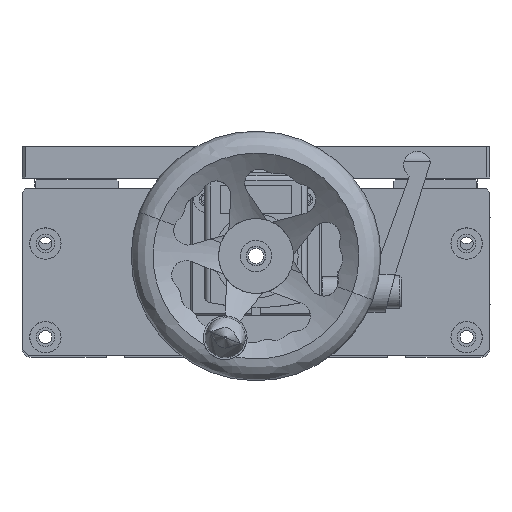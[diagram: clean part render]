
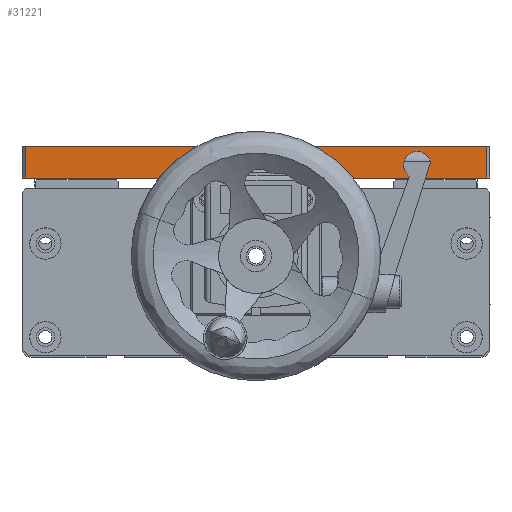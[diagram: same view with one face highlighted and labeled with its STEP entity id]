
A CAD part, front view. The second image highlights one B-rep face of the part: STEP entity #31221.
In plain terms, the highlighted planar face has unit normal (0, -1, 0).
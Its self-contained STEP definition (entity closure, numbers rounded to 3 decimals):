
#260 = EDGE_CURVE ( 'NONE', #6156, #26213, #22750, .T. ) ;
#506 = LINE ( 'NONE', #23642, #36720 ) ;
#949 = ORIENTED_EDGE ( 'NONE', *, *, #40129, .F. ) ;
#1258 = LINE ( 'NONE', #39136, #26753 ) ;
#2730 = CARTESIAN_POINT ( 'NONE',  ( -101.826, -98.047, 37.5 ) ) ;
#4141 = PLANE ( 'NONE',  #5476 ) ;
#5476 = AXIS2_PLACEMENT_3D ( 'NONE', #44290, #6842, #7500 ) ;
#6156 = VERTEX_POINT ( 'NONE', #25374 ) ;
#6301 = ORIENTED_EDGE ( 'NONE', *, *, #260, .T. ) ;
#6842 = DIRECTION ( 'NONE',  ( 0., -1., 0. ) ) ;
#7500 = DIRECTION ( 'NONE',  ( 1., 0., 0. ) ) ;
#9275 = DIRECTION ( 'NONE',  ( 0., 0., -1. ) ) ;
#11970 = EDGE_LOOP ( 'NONE', ( #949, #6301, #16316, #22873 ) ) ;
#16316 = ORIENTED_EDGE ( 'NONE', *, *, #18373, .T. ) ;
#17130 = VERTEX_POINT ( 'NONE', #35283 ) ;
#17360 = EDGE_CURVE ( 'NONE', #17130, #37291, #42657, .T. ) ;
#18373 = EDGE_CURVE ( 'NONE', #26213, #17130, #1258, .T. ) ;
#19545 = VECTOR ( 'NONE', #35940, 1000. ) ;
#20545 = FACE_OUTER_BOUND ( 'NONE', #11970, .T. ) ;
#22284 = CARTESIAN_POINT ( 'NONE',  ( 46.174, -98.047, 37.5 ) ) ;
#22750 = LINE ( 'NONE', #26545, #29621 ) ;
#22873 = ORIENTED_EDGE ( 'NONE', *, *, #17360, .T. ) ;
#23642 = CARTESIAN_POINT ( 'NONE',  ( -102.826, -98.047, 47.5 ) ) ;
#25374 = CARTESIAN_POINT ( 'NONE',  ( -101.826, -98.047, 47.5 ) ) ;
#25915 = DIRECTION ( 'NONE',  ( 1., 0., 0. ) ) ;
#26213 = VERTEX_POINT ( 'NONE', #2730 ) ;
#26545 = CARTESIAN_POINT ( 'NONE',  ( -101.826, -98.047, 37.5 ) ) ;
#26753 = VECTOR ( 'NONE', #25915, 1000. ) ;
#29621 = VECTOR ( 'NONE', #9275, 1000. ) ;
#31221 = ADVANCED_FACE ( 'NONE', ( #20545 ), #4141, .T. ) ;
#35283 = CARTESIAN_POINT ( 'NONE',  ( 46.174, -98.047, 37.5 ) ) ;
#35940 = DIRECTION ( 'NONE',  ( 0., 0., 1. ) ) ;
#36720 = VECTOR ( 'NONE', #37287, 1000. ) ;
#37287 = DIRECTION ( 'NONE',  ( 1., 0., 0. ) ) ;
#37291 = VERTEX_POINT ( 'NONE', #39338 ) ;
#39136 = CARTESIAN_POINT ( 'NONE',  ( -102.826, -98.047, 37.5 ) ) ;
#39338 = CARTESIAN_POINT ( 'NONE',  ( 46.174, -98.047, 47.5 ) ) ;
#40129 = EDGE_CURVE ( 'NONE', #6156, #37291, #506, .T. ) ;
#42657 = LINE ( 'NONE', #22284, #19545 ) ;
#44290 = CARTESIAN_POINT ( 'NONE',  ( -102.826, -98.047, 37.5 ) ) ;
